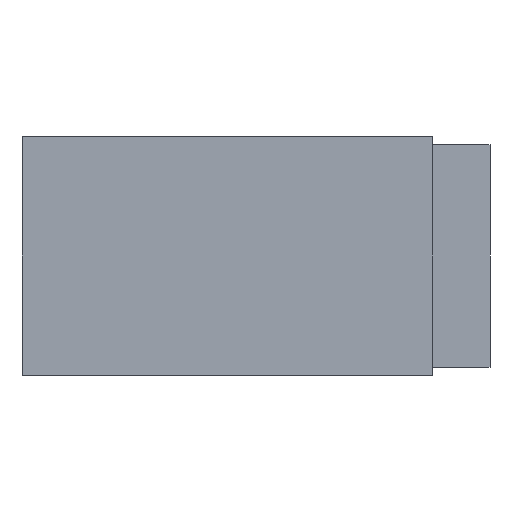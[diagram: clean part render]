
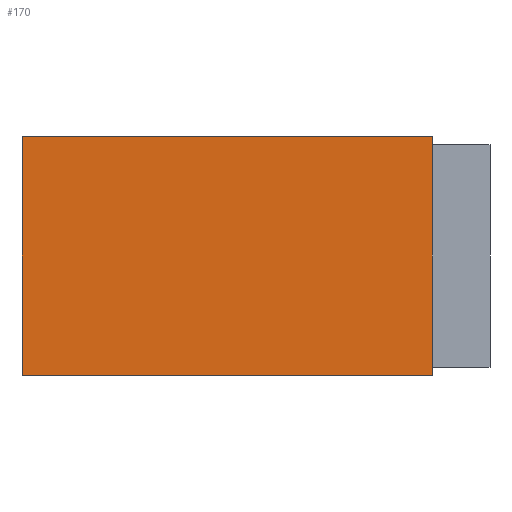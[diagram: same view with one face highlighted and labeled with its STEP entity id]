
A CAD part, front view. The second image highlights one B-rep face of the part: STEP entity #170.
In plain terms, the highlighted planar face has unit normal (0, -1, 0).
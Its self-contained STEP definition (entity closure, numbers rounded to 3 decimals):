
#2 = PLANE ( 'NONE',  #309 ) ;
#20 = CARTESIAN_POINT ( 'NONE',  ( -10.95, 0., -6.375 ) ) ;
#28 = CARTESIAN_POINT ( 'NONE',  ( 0., 0., 0. ) ) ;
#32 = FACE_OUTER_BOUND ( 'NONE', #54, .T. ) ;
#39 = CARTESIAN_POINT ( 'NONE',  ( -10.95, 0., 6.375 ) ) ;
#48 = EDGE_CURVE ( 'NONE', #84, #134, #98, .T. ) ;
#54 = EDGE_LOOP ( 'NONE', ( #226, #112, #145, #57 ) ) ;
#57 = ORIENTED_EDGE ( 'NONE', *, *, #192, .F. ) ;
#73 = VECTOR ( 'NONE', #357, 1000. ) ;
#77 = DIRECTION ( 'NONE',  ( -1., 0., 0. ) ) ;
#84 = VERTEX_POINT ( 'NONE', #391 ) ;
#98 = LINE ( 'NONE', #218, #73 ) ;
#106 = LINE ( 'NONE', #350, #359 ) ;
#112 = ORIENTED_EDGE ( 'NONE', *, *, #371, .F. ) ;
#134 = VERTEX_POINT ( 'NONE', #360 ) ;
#138 = DIRECTION ( 'NONE',  ( 0., 0., 1. ) ) ;
#145 = ORIENTED_EDGE ( 'NONE', *, *, #208, .F. ) ;
#148 = DIRECTION ( 'NONE',  ( 0., 1., 0. ) ) ;
#151 = DIRECTION ( 'NONE',  ( 0., 0., 1. ) ) ;
#169 = LINE ( 'NONE', #20, #381 ) ;
#170 = ADVANCED_FACE ( 'NONE', ( #32 ), #2, .F. ) ;
#192 = EDGE_CURVE ( 'NONE', #134, #273, #106, .T. ) ;
#208 = EDGE_CURVE ( 'NONE', #273, #289, #169, .T. ) ;
#218 = CARTESIAN_POINT ( 'NONE',  ( 10.95, 0., -6.375 ) ) ;
#225 = LINE ( 'NONE', #39, #232 ) ;
#226 = ORIENTED_EDGE ( 'NONE', *, *, #48, .F. ) ;
#232 = VECTOR ( 'NONE', #335, 1000. ) ;
#273 = VERTEX_POINT ( 'NONE', #319 ) ;
#289 = VERTEX_POINT ( 'NONE', #308 ) ;
#308 = CARTESIAN_POINT ( 'NONE',  ( -10.95, 0., 6.375 ) ) ;
#309 = AXIS2_PLACEMENT_3D ( 'NONE', #28, #148, #151 ) ;
#319 = CARTESIAN_POINT ( 'NONE',  ( -10.95, 0., -6.375 ) ) ;
#335 = DIRECTION ( 'NONE',  ( 1., 0., 0. ) ) ;
#350 = CARTESIAN_POINT ( 'NONE',  ( -10.95, 0., -6.375 ) ) ;
#357 = DIRECTION ( 'NONE',  ( 0., 0., -1. ) ) ;
#359 = VECTOR ( 'NONE', #77, 1000. ) ;
#360 = CARTESIAN_POINT ( 'NONE',  ( 10.95, 0., -6.375 ) ) ;
#371 = EDGE_CURVE ( 'NONE', #289, #84, #225, .T. ) ;
#381 = VECTOR ( 'NONE', #138, 1000. ) ;
#391 = CARTESIAN_POINT ( 'NONE',  ( 10.95, 0., 6.375 ) ) ;
